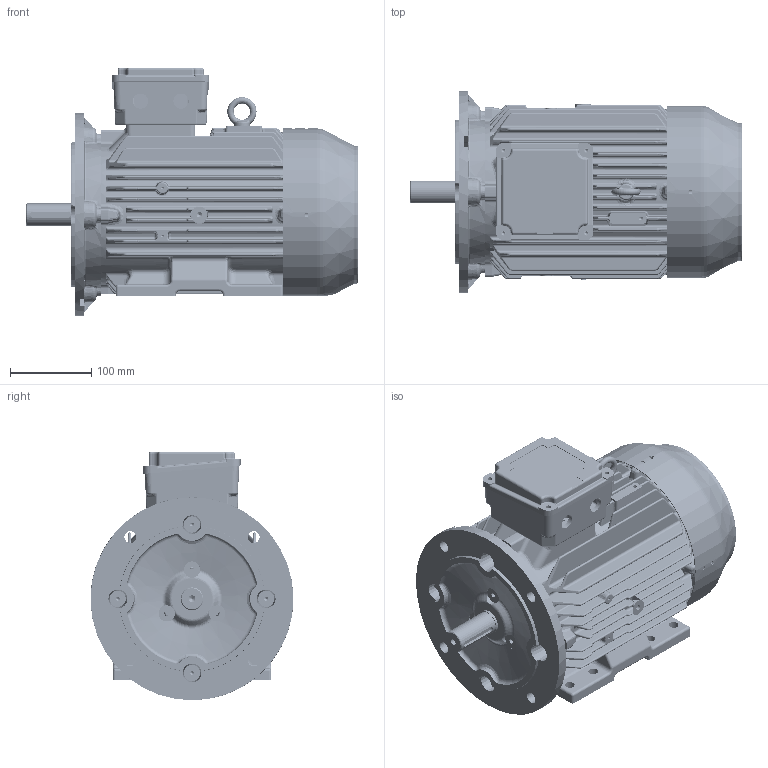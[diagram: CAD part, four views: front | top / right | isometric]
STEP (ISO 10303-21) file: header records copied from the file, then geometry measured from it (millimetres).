
FILE_DESCRIPTION( ( 'Unknown' ), '1' );
FILE_NAME( 'WP-DF100LF B35.stp', 'Unknown', ( 'Unknown' ), ( 'Unknown' ), 'PSStep 17.0.49', 'Unknown', ' ' );
FILE_SCHEMA( ( 'AUTOMOTIVE_DESIGN { 1 0 10303 214 1 1 1 1 }' ) );
Length unit declared in the file: millimetre
Products named in the file (2): q10yb003
Bounding box: 409 x 250 x 306.14 mm (x, y, z)
Volume: 75186 mm3; surface area: 1152522.2 mm2
Topology: 7 solids, 8 shells, 5056 faces, 12888 edges, 7804 vertices
Faces by surface type: cylinder 1819, plane 1262, bspline 1254, torus 323, cone 217, sphere 181
Full cylindrical faces by diameter (mm): 2.594 x2, 3.2 x4, 4.134 x4, 4.351 x4, 4.5 x4, 4.917 x10, 5 x3, 5.188 x3, 6 x17, 6.5 x4, 6.647 x3, 6.8 x1, 7 x8, 7.794 x1, 8 x2, 8.376 x1, 12 x8, 14.5 x4, 18.782 x2, 20 x1, 24.9 x1, 25 x1, 25.2 x1, 28 x1, 29.9 x1, 30 x3, 34.06 x1, 37 x1, 40.3 x1, 42 x1
Entity records: 345623 total; most frequent: CARTESIAN_POINT 190323, ORIENTED_EDGE 24850, DIRECTION 23161, EDGE_CURVE 12425, AXIS2_PLACEMENT_3D 9247, VERTEX_POINT 7696, EDGE_LOOP 5699, FACE_OUTER_BOUND 5184
